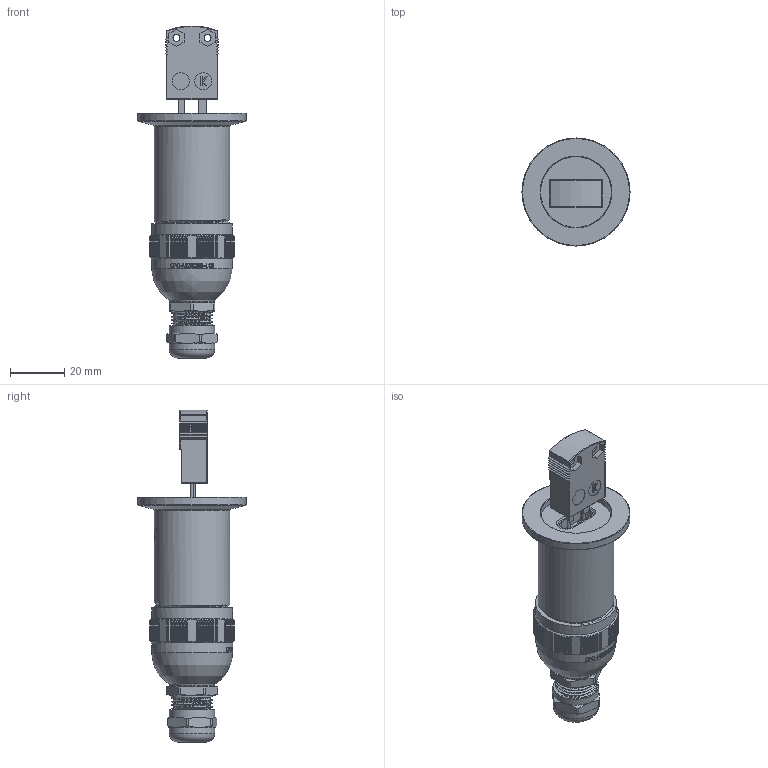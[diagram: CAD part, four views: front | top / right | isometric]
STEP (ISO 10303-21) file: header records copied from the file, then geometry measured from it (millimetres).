
FILE_DESCRIPTION (( 'STEP AP214' ), '1' );
FILE_NAME ('外发模型-Z-TC-KF25-0208K（带陶瓷插头+护线筒）.STEP', '2024-08-16T03:47:15', ( '' ), ( '' ), 'SwSTEP 2.0', 'SolidWorks 2020', '' );
FILE_SCHEMA (( 'AUTOMOTIVE_DESIGN' ));
Length unit declared in the file: millimetre
Products named in the file (14): 誘盄芠囀郋-FTL8-M12NX; FL-TC-KF25-0208K-2; 外发模型-Z-TC-KF25-0208K（带陶瓷插头+护线筒）; 囀郋躇猾杶 4-8; 俋楷耀倰-TC-16464L35; NDL-L207-08K+; 外发模型-TC-16464L35（TC插头）; 誘盄芠-CPC-M28D08-L40; 誘盄芠蹟簽-LT8-PG9; 囀郋彶踡蛈 4-8; 錨璃8^俋楷耀倰-TC-16464L35; SHX-K-F; 誘盄芠俋褲-CPC-M28D08-L40; NDL-L207-08K-
Assembly tree (16 placements, depth 4):
  外发模型-Z-TC-KF25-0208K（带陶瓷插头+护线筒）
    FL-TC-KF25-0208K-2
    外发模型-TC-16464L35（TC插头）
      俋楷耀倰-TC-16464L35
        錨璃8^俋楷耀倰-TC-16464L35
      NDL-L207-08K-  x2
      NDL-L207-08K+  x2
      SHX-K-F  x2
    誘盄芠-CPC-M28D08-L40
      誘盄芠俋褲-CPC-M28D08-L40
      誘盄芠囀郋-FTL8-M12NX
        誘盄芠蹟簽-LT8-PG9
        囀郋躇猾杶 4-8
        囀郋彶踡蛈 4-8
Bounding box: 40 x 40 x 122.92 mm (x, y, z)
Volume: 27417.8 mm3; surface area: 28125.4 mm2
Topology: 12 solids, 12 shells, 1363 faces, 4029 edges, 2809 vertices
Faces by surface type: plane 1017, cylinder 213, bspline 85, sphere 20, cone 14, torus 14
Full cylindrical faces by diameter (mm): 1.27 x4, 1.3 x2, 2.6 x4, 4.6 x4, 4.8 x4, 5.4 x4, 5.5 x4, 6.4 x4, 8.2 x2, 8.5 x1, 10 x1, 10.5 x1, 11.6 x1, 12 x1, 12.4 x1, 13.3 x1, 16.6 x1, 16.8 x2, 25.5 x1, 26.2 x1, 26.5 x1, 28 x4, 28.5 x1, 30 x2, 40 x1
Entity records: 42943 total; most frequent: CARTESIAN_POINT 18137, ORIENTED_EDGE 5734, DIRECTION 3926, EDGE_CURVE 2867, VERTEX_POINT 2091, LINE 1400, VECTOR 1400, AXIS2_PLACEMENT_3D 1263
